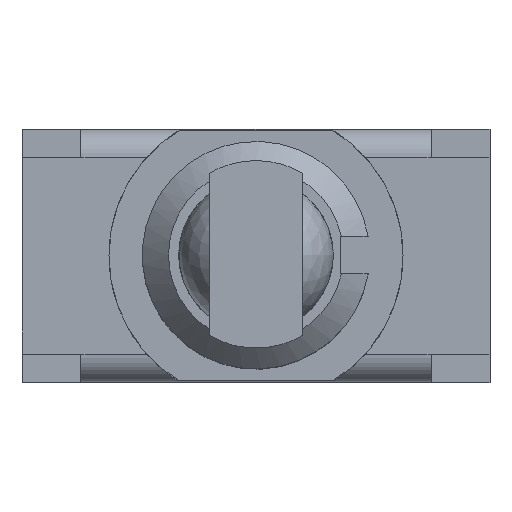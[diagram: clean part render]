
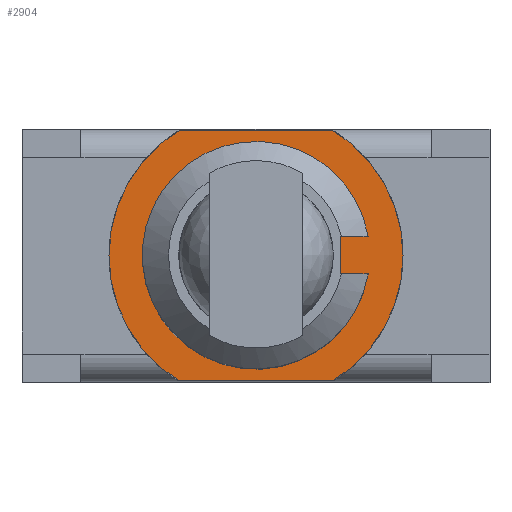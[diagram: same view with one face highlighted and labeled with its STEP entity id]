
A CAD part, top view. The second image highlights one B-rep face of the part: STEP entity #2904.
In plain terms, the highlighted planar face has unit normal (0, 0, 1).
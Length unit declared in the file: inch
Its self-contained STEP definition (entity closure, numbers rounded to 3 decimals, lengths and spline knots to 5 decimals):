
#2749=CARTESIAN_POINT('',(0.08221,0.13386,0.40669));
#2750=VERTEX_POINT('',#2749);
#2751=CARTESIAN_POINT('',(-0.08221,0.13386,0.40669));
#2752=VERTEX_POINT('',#2751);
#2753=CARTESIAN_POINT('',(0.08221,0.13386,0.40669));
#2754=DIRECTION('',(-1.0,0.0,0.0));
#2755=VECTOR('',#2754,0.16442);
#2756=LINE('',#2753,#2755);
#2757=EDGE_CURVE('',#2750,#2752,#2756,.T.);
#2781=CARTESIAN_POINT('',(0.08221,-0.13386,0.40669));
#2782=VERTEX_POINT('',#2781);
#2789=CARTESIAN_POINT('',(-0.08221,-0.13386,0.40669));
#2790=VERTEX_POINT('',#2789);
#2791=CARTESIAN_POINT('',(-0.08221,-0.13386,0.40669));
#2792=DIRECTION('',(1.0,0.0,0.0));
#2793=VECTOR('',#2792,0.16442);
#2794=LINE('',#2791,#2793);
#2795=EDGE_CURVE('',#2790,#2782,#2794,.T.);
#2812=CARTESIAN_POINT('',(0.,0.,0.40669));
#2813=DIRECTION('',(0.0,0.0,1.0));
#2814=DIRECTION('',(-1.0,0.0,0.0));
#2815=AXIS2_PLACEMENT_3D('',#2812,#2813,#2814);
#2816=CIRCLE('',#2815,0.15709);
#2817=EDGE_CURVE('',#2782,#2750,#2816,.T.);
#2848=CARTESIAN_POINT('',(0.,0.,0.40669));
#2849=DIRECTION('',(0.0,0.0,1.0));
#2850=DIRECTION('',(-1.0,0.0,0.0));
#2851=AXIS2_PLACEMENT_3D('',#2848,#2849,#2850);
#2852=CIRCLE('',#2851,0.15709);
#2853=EDGE_CURVE('',#2752,#2790,#2852,.T.);
#2858=CARTESIAN_POINT('',(0.1728,0.14724,0.40669));
#2859=DIRECTION('',(0.0,0.0,1.0));
#2860=DIRECTION('',(1.0,0.0,0.0));
#2861=AXIS2_PLACEMENT_3D('',#2858,#2859,#2860);
#2862=PLANE('',#2861);
#2863=ORIENTED_EDGE('',*,*,#2757,.T.);
#2864=ORIENTED_EDGE('',*,*,#2853,.T.);
#2865=ORIENTED_EDGE('',*,*,#2795,.T.);
#2866=ORIENTED_EDGE('',*,*,#2817,.T.);
#2867=EDGE_LOOP('',(#2863,#2864,#2865,#2866));
#2868=FACE_OUTER_BOUND('',#2867,.T.);
#2869=CARTESIAN_POINT('',(0.09026,0.02008,0.40669));
#2870=VERTEX_POINT('',#2869);
#2871=CARTESIAN_POINT('',(0.11979,0.02008,0.40669));
#2872=VERTEX_POINT('',#2871);
#2873=CARTESIAN_POINT('',(0.09026,0.02008,0.40669));
#2874=DIRECTION('',(1.0,0.0,0.0));
#2875=VECTOR('',#2874,0.02953);
#2876=LINE('',#2873,#2875);
#2877=EDGE_CURVE('',#2870,#2872,#2876,.T.);
#2878=ORIENTED_EDGE('',*,*,#2877,.F.);
#2879=CARTESIAN_POINT('',(0.09026,-0.02008,0.40669));
#2880=VERTEX_POINT('',#2879);
#2881=CARTESIAN_POINT('',(0.09026,-0.02008,0.40669));
#2882=DIRECTION('',(0.0,1.0,0.0));
#2883=VECTOR('',#2882,0.04016);
#2884=LINE('',#2881,#2883);
#2885=EDGE_CURVE('',#2880,#2870,#2884,.T.);
#2886=ORIENTED_EDGE('',*,*,#2885,.F.);
#2887=CARTESIAN_POINT('',(0.11979,-0.02008,0.40669));
#2888=VERTEX_POINT('',#2887);
#2889=CARTESIAN_POINT('',(0.11979,-0.02008,0.40669));
#2890=DIRECTION('',(-1.0,0.0,0.0));
#2891=VECTOR('',#2890,0.02953);
#2892=LINE('',#2889,#2891);
#2893=EDGE_CURVE('',#2888,#2880,#2892,.T.);
#2894=ORIENTED_EDGE('',*,*,#2893,.F.);
#2895=CARTESIAN_POINT('',(0.,0.,0.40669));
#2896=DIRECTION('',(0.0,0.0,1.0));
#2897=DIRECTION('',(0.986,0.165,0.0));
#2898=AXIS2_PLACEMENT_3D('',#2895,#2896,#2897);
#2899=CIRCLE('',#2898,0.12146);
#2900=EDGE_CURVE('',#2872,#2888,#2899,.T.);
#2901=ORIENTED_EDGE('',*,*,#2900,.F.);
#2902=EDGE_LOOP('',(#2878,#2886,#2894,#2901));
#2903=FACE_BOUND('',#2902,.T.);
#2904=ADVANCED_FACE('',(#2868,#2903),#2862,.T.);
